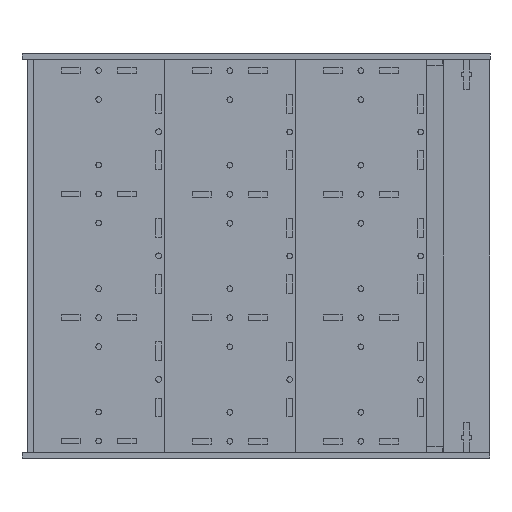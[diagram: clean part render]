
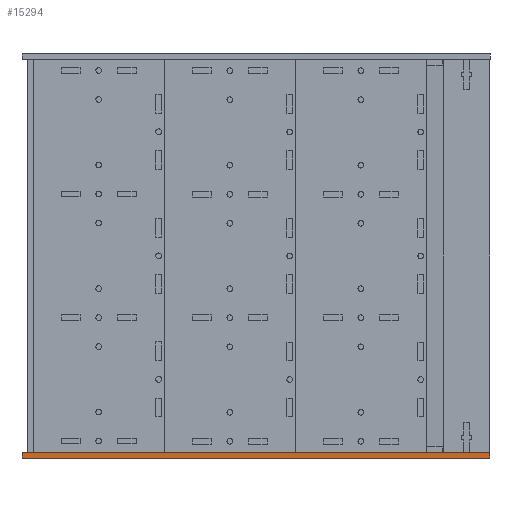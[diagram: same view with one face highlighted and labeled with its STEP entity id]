
A CAD part, left-side view. The second image highlights one B-rep face of the part: STEP entity #15294.
In plain terms, the highlighted planar face has unit normal (-1, 0, 0).
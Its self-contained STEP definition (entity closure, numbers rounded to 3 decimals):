
#618 = EDGE_CURVE ( 'NONE', #3078, #14526, #3736, .T. ) ;
#1683 = DIRECTION ( 'NONE',  ( 0., -1., 0. ) ) ;
#1956 = LINE ( 'NONE', #4462, #8923 ) ;
#2303 = DIRECTION ( 'NONE',  ( 0., 0., -1. ) ) ;
#2404 = DIRECTION ( 'NONE',  ( 0., -1., 0. ) ) ;
#2467 = DIRECTION ( 'NONE',  ( 1., 0., 0. ) ) ;
#2569 = CARTESIAN_POINT ( 'NONE',  ( 0., 0., 0. ) ) ;
#3078 = VERTEX_POINT ( 'NONE', #9691 ) ;
#3736 = LINE ( 'NONE', #2569, #16462 ) ;
#3873 = FACE_OUTER_BOUND ( 'NONE', #7998, .T. ) ;
#4420 = CARTESIAN_POINT ( 'NONE',  ( 0., 250., 3. ) ) ;
#4462 = CARTESIAN_POINT ( 'NONE',  ( 0., 0., 3. ) ) ;
#5707 = CARTESIAN_POINT ( 'NONE',  ( 0., 0., 3. ) ) ;
#6142 = CARTESIAN_POINT ( 'NONE',  ( 0., 0., 3. ) ) ;
#7793 = LINE ( 'NONE', #12899, #13097 ) ;
#7998 = EDGE_LOOP ( 'NONE', ( #14014, #8204, #11534, #9450 ) ) ;
#8136 = VECTOR ( 'NONE', #16062, 1000. ) ;
#8204 = ORIENTED_EDGE ( 'NONE', *, *, #15651, .F. ) ;
#8727 = VERTEX_POINT ( 'NONE', #5707 ) ;
#8740 = PLANE ( 'NONE',  #15602 ) ;
#8923 = VECTOR ( 'NONE', #9576, 1000. ) ;
#9450 = ORIENTED_EDGE ( 'NONE', *, *, #16448, .T. ) ;
#9576 = DIRECTION ( 'NONE',  ( 0., 0., -1. ) ) ;
#9691 = CARTESIAN_POINT ( 'NONE',  ( 0., 250., 0. ) ) ;
#10426 = CARTESIAN_POINT ( 'NONE',  ( 0., 250., 3. ) ) ;
#11534 = ORIENTED_EDGE ( 'NONE', *, *, #12013, .F. ) ;
#12013 = EDGE_CURVE ( 'NONE', #14988, #8727, #7793, .T. ) ;
#12899 = CARTESIAN_POINT ( 'NONE',  ( 0., 0., 3. ) ) ;
#13097 = VECTOR ( 'NONE', #1683, 1000. ) ;
#14014 = ORIENTED_EDGE ( 'NONE', *, *, #618, .T. ) ;
#14526 = VERTEX_POINT ( 'NONE', #16257 ) ;
#14988 = VERTEX_POINT ( 'NONE', #10426 ) ;
#15294 = ADVANCED_FACE ( 'NONE', ( #3873 ), #8740, .F. ) ;
#15602 = AXIS2_PLACEMENT_3D ( 'NONE', #6142, #2467, #2303 ) ;
#15651 = EDGE_CURVE ( 'NONE', #8727, #14526, #1956, .T. ) ;
#15900 = LINE ( 'NONE', #4420, #8136 ) ;
#16062 = DIRECTION ( 'NONE',  ( 0., 0., -1. ) ) ;
#16257 = CARTESIAN_POINT ( 'NONE',  ( 0., 0., 0. ) ) ;
#16448 = EDGE_CURVE ( 'NONE', #14988, #3078, #15900, .T. ) ;
#16462 = VECTOR ( 'NONE', #2404, 1000. ) ;
